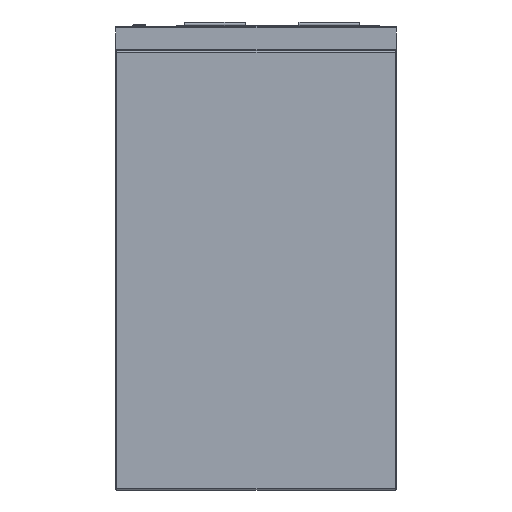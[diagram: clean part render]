
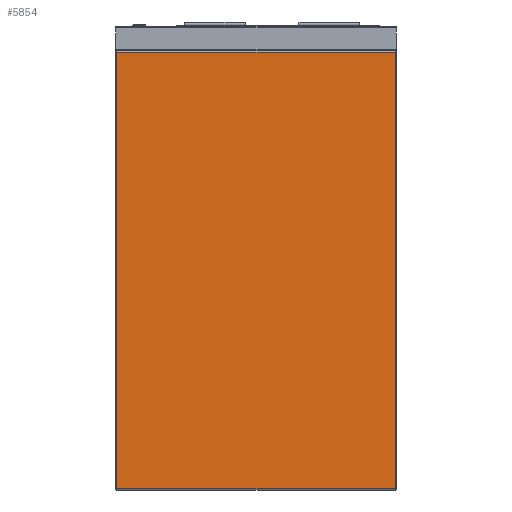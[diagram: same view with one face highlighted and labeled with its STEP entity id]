
A CAD part, left-side view. The second image highlights one B-rep face of the part: STEP entity #5854.
In plain terms, the highlighted planar face has unit normal (-1, 0, 0).
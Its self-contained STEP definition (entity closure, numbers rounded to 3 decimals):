
#140 = DIRECTION ( 'NONE',  ( 0., 1., 0. ) ) ;
#519 = CARTESIAN_POINT ( 'NONE',  ( -1030., 228., -760. ) ) ;
#1052 = ORIENTED_EDGE ( 'NONE', *, *, #14314, .T. ) ;
#1638 = VECTOR ( 'NONE', #14177, 1000. ) ;
#2822 = PLANE ( 'NONE',  #9012 ) ;
#3640 = VECTOR ( 'NONE', #140, 1000. ) ;
#4353 = DIRECTION ( 'NONE',  ( -1., 0., 0. ) ) ;
#4668 = ORIENTED_EDGE ( 'NONE', *, *, #18054, .T. ) ;
#4973 = CARTESIAN_POINT ( 'NONE',  ( -1030., 230., -42. ) ) ;
#4975 = ORIENTED_EDGE ( 'NONE', *, *, #8741, .T. ) ;
#5684 = CARTESIAN_POINT ( 'NONE',  ( -1030., 228., -42. ) ) ;
#5854 = ADVANCED_FACE ( 'Fl�che7', ( #7570 ), #2822, .T. ) ;
#6501 = VECTOR ( 'NONE', #19208, 1000. ) ;
#6670 = LINE ( 'NONE', #11624, #6501 ) ;
#7570 = FACE_OUTER_BOUND ( 'NONE', #11938, .T. ) ;
#8194 = CARTESIAN_POINT ( 'NONE',  ( -1030., 228., -758. ) ) ;
#8307 = CARTESIAN_POINT ( 'NONE',  ( -1030., -228., -758. ) ) ;
#8741 = EDGE_CURVE ( 'NONE', #10029, #13893, #6670, .T. ) ;
#9012 = AXIS2_PLACEMENT_3D ( 'NONE', #9174, #4353, #15144 ) ;
#9174 = CARTESIAN_POINT ( 'NONE',  ( -1030., -230., -760. ) ) ;
#10029 = VERTEX_POINT ( 'NONE', #8307 ) ;
#10750 = CARTESIAN_POINT ( 'NONE',  ( -1030., -230., -758. ) ) ;
#10913 = VECTOR ( 'NONE', #15727, 1000. ) ;
#10962 = EDGE_CURVE ( 'NONE', #16571, #17989, #14424, .T. ) ;
#11624 = CARTESIAN_POINT ( 'NONE',  ( -1030., -228., -760. ) ) ;
#11938 = EDGE_LOOP ( 'NONE', ( #4975, #4668, #19129, #1052 ) ) ;
#13893 = VERTEX_POINT ( 'NONE', #15523 ) ;
#14177 = DIRECTION ( 'NONE',  ( 0., -1., 0. ) ) ;
#14314 = EDGE_CURVE ( 'NONE', #17989, #10029, #19637, .T. ) ;
#14424 = LINE ( 'NONE', #519, #10913 ) ;
#15144 = DIRECTION ( 'NONE',  ( 0., 0., 1. ) ) ;
#15523 = CARTESIAN_POINT ( 'NONE',  ( -1030., -228., -42. ) ) ;
#15727 = DIRECTION ( 'NONE',  ( 0., 0., -1. ) ) ;
#15969 = LINE ( 'NONE', #4973, #3640 ) ;
#16571 = VERTEX_POINT ( 'NONE', #5684 ) ;
#17989 = VERTEX_POINT ( 'NONE', #8194 ) ;
#18054 = EDGE_CURVE ( 'NONE', #13893, #16571, #15969, .T. ) ;
#19129 = ORIENTED_EDGE ( 'NONE', *, *, #10962, .T. ) ;
#19208 = DIRECTION ( 'NONE',  ( 0., 0., 1. ) ) ;
#19637 = LINE ( 'NONE', #10750, #1638 ) ;
